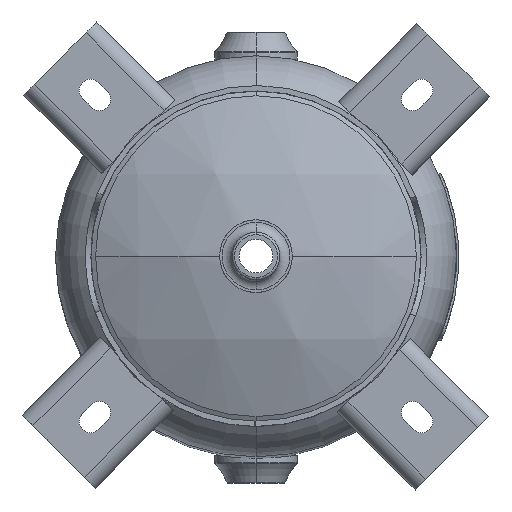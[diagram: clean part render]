
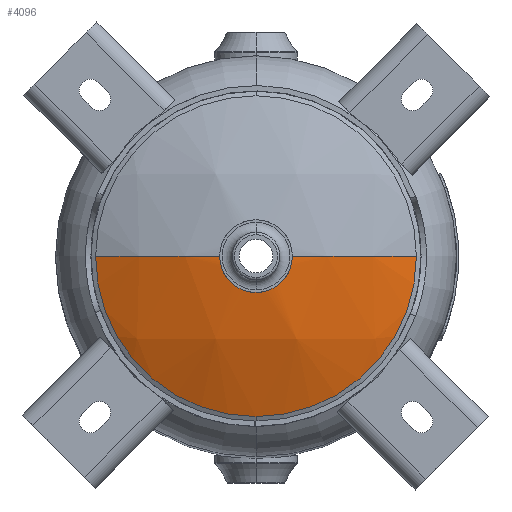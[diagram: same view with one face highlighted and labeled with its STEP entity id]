
A CAD part, top view. The second image highlights one B-rep face of the part: STEP entity #4096.
In plain terms, the highlighted spherical face has radius 228.6 mm.
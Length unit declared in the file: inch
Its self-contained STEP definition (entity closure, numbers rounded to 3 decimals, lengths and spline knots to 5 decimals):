
#73 = AXIS2_PLACEMENT_3D ( 'NONE', #4766, #4777, #4778 ) ;
#859 = CARTESIAN_POINT ( 'NONE',  ( 0., -4., 14.06226 ) ) ;
#862 = CARTESIAN_POINT ( 'NONE',  ( -0.5965, 0., 14.98021 ) ) ;
#868 = CARTESIAN_POINT ( 'NONE',  ( 0.5965, 0., 14.98021 ) ) ;
#870 = CARTESIAN_POINT ( 'NONE',  ( 4., 0., 14.06226 ) ) ;
#872 = CARTESIAN_POINT ( 'NONE',  ( -4., 0., 14.06226 ) ) ;
#1027 = ORIENTED_EDGE ( 'NONE', *, *, #8711, .F. ) ;
#1030 = ORIENTED_EDGE ( 'NONE', *, *, #8714, .F. ) ;
#1379 = CARTESIAN_POINT ( 'NONE',  ( 0., 0., 6. ) ) ;
#1380 = DIRECTION ( 'NONE',  ( 0., 1., 0. ) ) ;
#1381 = DIRECTION ( 'NONE',  ( 0., 0., 1. ) ) ;
#1382 = CARTESIAN_POINT ( 'NONE',  ( 0., 0., 14.06226 ) ) ;
#1383 = DIRECTION ( 'NONE',  ( 0., 0., -1. ) ) ;
#1384 = DIRECTION ( 'NONE',  ( 0., 1., 0. ) ) ;
#1385 = CARTESIAN_POINT ( 'NONE',  ( 0., 0., 6. ) ) ;
#1386 = DIRECTION ( 'NONE',  ( 0., -1., 0. ) ) ;
#1387 = DIRECTION ( 'NONE',  ( 1., 0., 0. ) ) ;
#1389 = CARTESIAN_POINT ( 'NONE',  ( 0., 0., 14.06226 ) ) ;
#1390 = DIRECTION ( 'NONE',  ( 0., 0., -1. ) ) ;
#1391 = DIRECTION ( 'NONE',  ( 0., 1., 0. ) ) ;
#1394 = CARTESIAN_POINT ( 'NONE',  ( 0., 0., 14.98021 ) ) ;
#1395 = DIRECTION ( 'NONE',  ( 0., 0., 1. ) ) ;
#1396 = DIRECTION ( 'NONE',  ( -1., 0., 0. ) ) ;
#3040 = AXIS2_PLACEMENT_3D ( 'NONE', #1394, #1395, #1396 ) ;
#3042 = AXIS2_PLACEMENT_3D ( 'NONE', #1389, #1390, #1391 ) ;
#3043 = CIRCLE ( 'NONE', #3040, 0.5965 ) ;
#3044 = AXIS2_PLACEMENT_3D ( 'NONE', #1385, #1386, #1387 ) ;
#3046 = AXIS2_PLACEMENT_3D ( 'NONE', #1382, #1383, #1384 ) ;
#3047 = CIRCLE ( 'NONE', #3044, 9. ) ;
#3048 = AXIS2_PLACEMENT_3D ( 'NONE', #1379, #1380, #1381 ) ;
#3049 = CIRCLE ( 'NONE', #3046, 4. ) ;
#3051 = CIRCLE ( 'NONE', #3048, 9. ) ;
#3053 = CIRCLE ( 'NONE', #3042, 4. ) ;
#3166 = ORIENTED_EDGE ( 'NONE', *, *, #8715, .F. ) ;
#4096 = ADVANCED_FACE ( 'NONE', ( #4773 ), #4774, .T. ) ;
#4766 = CARTESIAN_POINT ( 'NONE',  ( 0., 0., 6. ) ) ;
#4773 = FACE_OUTER_BOUND ( 'NONE', #8376, .T. ) ;
#4774 = SPHERICAL_SURFACE ( 'NONE', #73, 9. ) ;
#4777 = DIRECTION ( 'NONE',  ( 0., -1., 0. ) ) ;
#4778 = DIRECTION ( 'NONE',  ( 1., 0., 0. ) ) ;
#7928 = ORIENTED_EDGE ( 'NONE', *, *, #8712, .F. ) ;
#7929 = ORIENTED_EDGE ( 'NONE', *, *, #8713, .T. ) ;
#8376 = EDGE_LOOP ( 'NONE', ( #3166, #7929, #7928, #1030, #1027 ) ) ;
#8711 = EDGE_CURVE ( 'NONE', #9289, #9292, #3051, .T. ) ;
#8712 = EDGE_CURVE ( 'NONE', #9293, #9295, #3049, .T. ) ;
#8713 = EDGE_CURVE ( 'NONE', #9282, #9295, #3047, .T. ) ;
#8714 = EDGE_CURVE ( 'NONE', #9292, #9293, #3053, .T. ) ;
#8715 = EDGE_CURVE ( 'NONE', #9282, #9289, #3043, .T. ) ;
#9282 = VERTEX_POINT ( 'NONE', #862 ) ;
#9289 = VERTEX_POINT ( 'NONE', #868 ) ;
#9292 = VERTEX_POINT ( 'NONE', #870 ) ;
#9293 = VERTEX_POINT ( 'NONE', #859 ) ;
#9295 = VERTEX_POINT ( 'NONE', #872 ) ;
